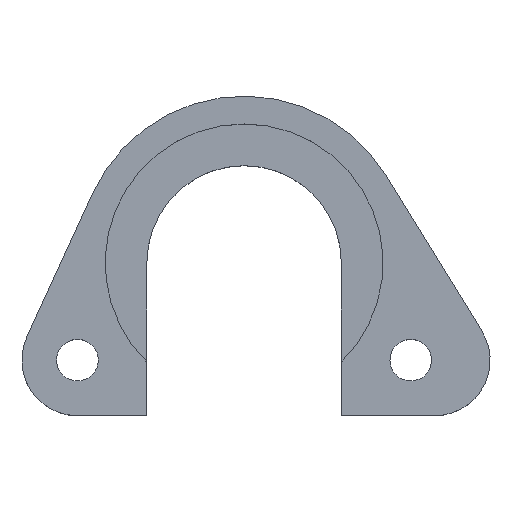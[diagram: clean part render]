
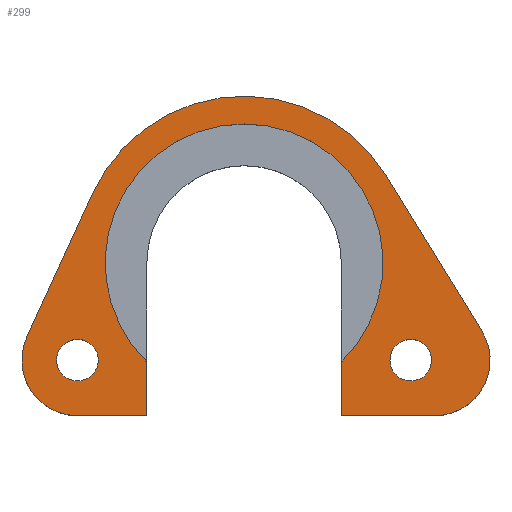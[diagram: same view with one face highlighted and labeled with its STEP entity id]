
A CAD part, top view. The second image highlights one B-rep face of the part: STEP entity #299.
In plain terms, the highlighted planar face has unit normal (0, 0, 1).
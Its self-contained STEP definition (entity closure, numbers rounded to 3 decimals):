
#17=FACE_BOUND('',#51,.T.);
#18=FACE_BOUND('',#52,.T.);
#22=PLANE('',#336);
#32=FACE_OUTER_BOUND('',#50,.T.);
#50=EDGE_LOOP('',(#228,#229,#230,#231,#232,#233,#234,#235,#236,#237));
#51=EDGE_LOOP('',(#238));
#52=EDGE_LOOP('',(#239));
#65=CIRCLE('',#327,12.);
#71=CIRCLE('',#337,4.);
#72=CIRCLE('',#338,10.);
#73=CIRCLE('',#339,4.);
#74=CIRCLE('',#340,1.5);
#75=CIRCLE('',#341,1.5);
#80=LINE('',#457,#108);
#85=LINE('',#466,#113);
#90=LINE('',#489,#118);
#91=LINE('',#491,#119);
#92=LINE('',#495,#120);
#93=LINE('',#497,#121);
#108=VECTOR('',#367,1.);
#113=VECTOR('',#374,1.);
#118=VECTOR('',#395,1.);
#119=VECTOR('',#396,1.);
#120=VECTOR('',#399,1.);
#121=VECTOR('',#400,1.);
#135=VERTEX_POINT('',#448);
#137=VERTEX_POINT('',#452);
#138=VERTEX_POINT('',#456);
#141=VERTEX_POINT('',#464);
#150=VERTEX_POINT('',#486);
#151=VERTEX_POINT('',#488);
#152=VERTEX_POINT('',#490);
#153=VERTEX_POINT('',#492);
#154=VERTEX_POINT('',#494);
#155=VERTEX_POINT('',#496);
#156=VERTEX_POINT('',#499);
#157=VERTEX_POINT('',#501);
#165=EDGE_CURVE('',#135,#137,#65,.T.);
#166=EDGE_CURVE('',#135,#138,#80,.T.);
#171=EDGE_CURVE('',#137,#141,#85,.T.);
#181=EDGE_CURVE('',#141,#150,#71,.T.);
#182=EDGE_CURVE('',#150,#151,#90,.T.);
#183=EDGE_CURVE('',#152,#151,#91,.T.);
#184=EDGE_CURVE('',#153,#152,#72,.T.);
#185=EDGE_CURVE('',#153,#154,#92,.T.);
#186=EDGE_CURVE('',#154,#155,#93,.T.);
#187=EDGE_CURVE('',#155,#138,#73,.T.);
#188=EDGE_CURVE('',#156,#156,#74,.T.);
#189=EDGE_CURVE('',#157,#157,#75,.T.);
#228=ORIENTED_EDGE('',*,*,#165,.T.);
#229=ORIENTED_EDGE('',*,*,#171,.T.);
#230=ORIENTED_EDGE('',*,*,#181,.T.);
#231=ORIENTED_EDGE('',*,*,#182,.T.);
#232=ORIENTED_EDGE('',*,*,#183,.F.);
#233=ORIENTED_EDGE('',*,*,#184,.F.);
#234=ORIENTED_EDGE('',*,*,#185,.T.);
#235=ORIENTED_EDGE('',*,*,#186,.T.);
#236=ORIENTED_EDGE('',*,*,#187,.T.);
#237=ORIENTED_EDGE('',*,*,#166,.F.);
#238=ORIENTED_EDGE('',*,*,#188,.F.);
#239=ORIENTED_EDGE('',*,*,#189,.F.);
#299=ADVANCED_FACE('',(#32,#17,#18),#22,.F.);
#327=AXIS2_PLACEMENT_3D('',#454,#363,#364);
#336=AXIS2_PLACEMENT_3D('',#485,#391,#392);
#337=AXIS2_PLACEMENT_3D('',#487,#393,#394);
#338=AXIS2_PLACEMENT_3D('',#493,#397,#398);
#339=AXIS2_PLACEMENT_3D('',#498,#401,#402);
#340=AXIS2_PLACEMENT_3D('',#500,#403,#404);
#341=AXIS2_PLACEMENT_3D('',#502,#405,#406);
#363=DIRECTION('center_axis',(0.,0.,1.));
#364=DIRECTION('ref_axis',(1.,0.,0.));
#367=DIRECTION('',(0.525,-0.851,0.));
#374=DIRECTION('',(-0.416,-0.909,0.));
#391=DIRECTION('center_axis',(0.,0.,-1.));
#392=DIRECTION('ref_axis',(-1.,0.,0.));
#393=DIRECTION('center_axis',(0.,0.,1.));
#394=DIRECTION('ref_axis',(1.,0.,0.));
#395=DIRECTION('',(1.,0.,0.));
#396=DIRECTION('',(0.,-1.,0.));
#397=DIRECTION('center_axis',(0.,0.,1.));
#398=DIRECTION('ref_axis',(1.,0.,0.));
#399=DIRECTION('',(0.,-1.,0.));
#400=DIRECTION('',(1.,0.,0.));
#401=DIRECTION('center_axis',(0.,0.,1.));
#402=DIRECTION('ref_axis',(1.,0.,0.));
#403=DIRECTION('center_axis',(0.,0.,1.));
#404=DIRECTION('ref_axis',(1.,0.,0.));
#405=DIRECTION('center_axis',(0.,0.,1.));
#406=DIRECTION('ref_axis',(1.,0.,0.));
#448=CARTESIAN_POINT('',(10.216,6.295,4.5));
#452=CARTESIAN_POINT('',(-10.912,4.992,4.5));
#454=CARTESIAN_POINT('Origin',(0.,0.,4.5));
#456=CARTESIAN_POINT('',(17.115,-4.902,4.5));
#457=CARTESIAN_POINT('',(10.216,6.295,4.5));
#464=CARTESIAN_POINT('',(-15.637,-5.336,4.5));
#466=CARTESIAN_POINT('',(-10.912,4.992,4.5));
#485=CARTESIAN_POINT('Origin',(10.216,6.295,4.5));
#486=CARTESIAN_POINT('',(-12.,-11.,4.5));
#487=CARTESIAN_POINT('Origin',(-12.,-7.,4.5));
#488=CARTESIAN_POINT('',(-7.,-11.,4.5));
#489=CARTESIAN_POINT('',(-12.,-11.,4.5));
#490=CARTESIAN_POINT('',(-7.,-7.141,4.5));
#491=CARTESIAN_POINT('',(-7.,0.,4.5));
#492=CARTESIAN_POINT('',(7.,-7.141,4.5));
#493=CARTESIAN_POINT('Origin',(0.,0.,4.5));
#494=CARTESIAN_POINT('',(7.,-11.,4.5));
#495=CARTESIAN_POINT('',(7.,0.,4.5));
#496=CARTESIAN_POINT('',(13.71,-11.,4.5));
#497=CARTESIAN_POINT('',(7.,-11.,4.5));
#498=CARTESIAN_POINT('Origin',(13.71,-7.,4.5));
#499=CARTESIAN_POINT('',(-13.5,-7.,4.5));
#500=CARTESIAN_POINT('Origin',(-12.,-7.,4.5));
#501=CARTESIAN_POINT('',(10.5,-7.,4.5));
#502=CARTESIAN_POINT('Origin',(12.,-7.,4.5));
